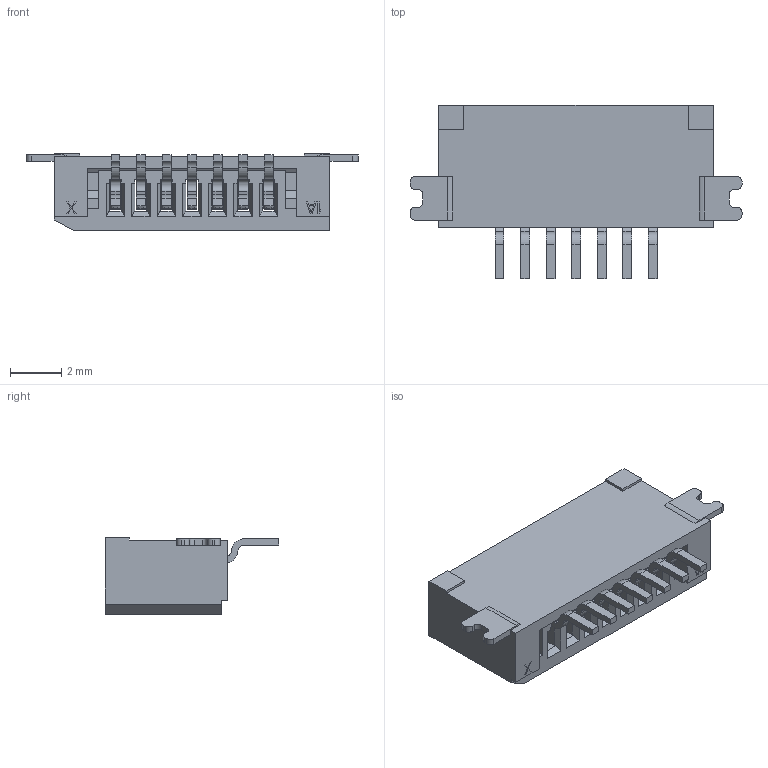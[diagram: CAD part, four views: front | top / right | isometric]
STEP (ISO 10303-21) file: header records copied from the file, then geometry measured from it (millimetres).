
FILE_DESCRIPTION (( 'STEP AP214' ), '1' );
FILE_NAME ('F519-1A7A1-11007-E200.STEP', '2021-01-05T09:53:24', ( '' ), ( '' ), 'SwSTEP 2.0', 'SolidWorks 2020', '' );
FILE_SCHEMA (( 'AUTOMOTIVE_DESIGN' ));
Length unit declared in the file: millimetre
Products named in the file (1): F519-1A7A1-11007-E200
Bounding box: 13 x 6.8 x 3 mm (x, y, z)
Volume: 117.2 mm3; surface area: 390.8 mm2
Topology: 1 solids, 3 shells, 672 faces, 1821 edges, 1180 vertices
Faces by surface type: plane 447, cylinder 154, torus 42, bspline 29
Entity records: 22826 total; most frequent: CARTESIAN_POINT 6002, ORIENTED_EDGE 3642, DIRECTION 3272, EDGE_CURVE 1821, VECTOR 1316, LINE 1316, VERTEX_POINT 1180, AXIS2_PLACEMENT_3D 978
